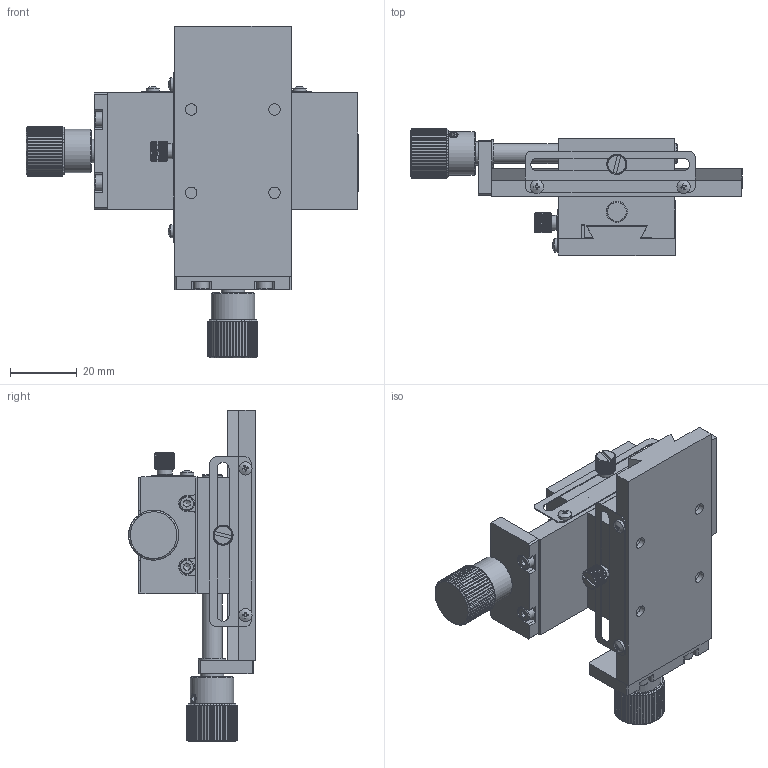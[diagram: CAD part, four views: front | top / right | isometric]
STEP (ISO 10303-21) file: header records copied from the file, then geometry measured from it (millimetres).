
FILE_DESCRIPTION (( 'STEP AP203' ), '1' );
FILE_NAME ('528822.STEP', '2024-10-15T09:58:56', ( 'Windows User' ), ( 'P R C' ), 'SwSTEP 2.0', 'SolidWorks 2020', '' );
FILE_SCHEMA (( 'CONFIG_CONTROL_DESIGN' ));
Length unit declared in the file: millimetre
Products named in the file (1): 528822
Bounding box: 99.5 x 38 x 99.5 mm (x, y, z)
Volume: 70509.4 mm3; surface area: 43133.6 mm2
Topology: 36 solids, 36 shells, 1700 faces, 4283 edges, 2701 vertices
Faces by surface type: plane 796, cone 468, cylinder 420, bspline 16
Full cylindrical faces by diameter (mm): 1.5 x4, 1.6 x20, 1.9 x2, 2 x10, 2.05 x12, 2.2 x4, 2.4 x4, 2.5 x14, 3 x10, 3.4 x8, 3.5 x2, 3.8 x4, 4 x24, 4.1 x2, 4.5 x6, 5 x2, 6 x10, 6.3 x2, 6.5 x2, 7 x10, 7.3 x2, 8.2 x2, 8.5 x2, 11 x2, 13 x2
Entity records: 54459 total; most frequent: CARTESIAN_POINT 16657, ORIENTED_EDGE 7884, DIRECTION 7406, EDGE_CURVE 3942, AXIS2_PLACEMENT_3D 2951, VERTEX_POINT 2602, EDGE_LOOP 2056, FACE_OUTER_BOUND 1840
